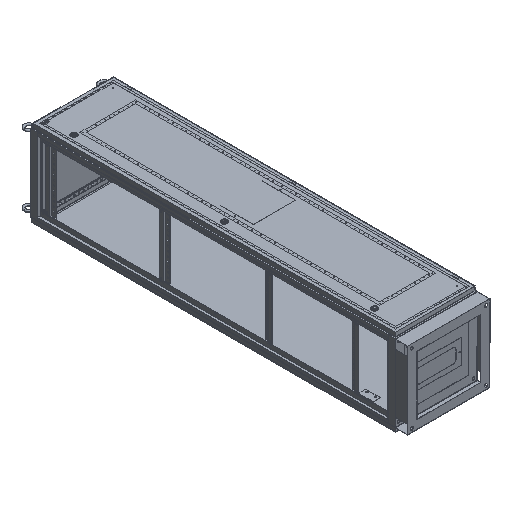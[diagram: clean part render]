
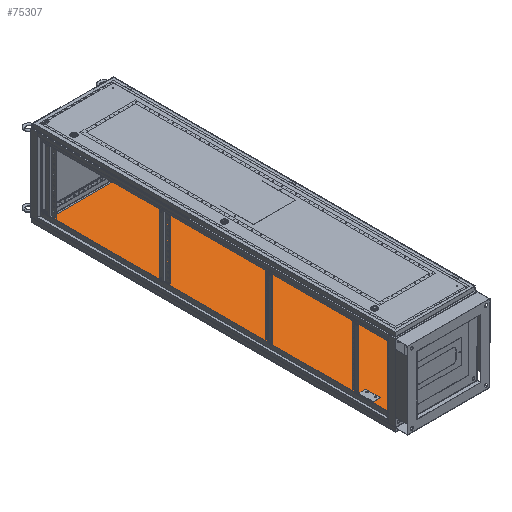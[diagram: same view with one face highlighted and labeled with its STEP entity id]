
A CAD part, isometric view. The second image highlights one B-rep face of the part: STEP entity #75307.
In plain terms, the highlighted face is planar.
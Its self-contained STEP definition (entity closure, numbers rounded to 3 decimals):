
#178 = VERTEX_POINT ( 'NONE', #501 ) ;
#501 = CARTESIAN_POINT ( 'NONE',  ( -191., 966., -1.5 ) ) ;
#532 = CARTESIAN_POINT ( 'NONE',  ( -191., 0., -1.5 ) ) ;
#753 = VECTOR ( 'NONE', #53615, 1000. ) ;
#1340 = ORIENTED_EDGE ( 'NONE', *, *, #32461, .T. ) ;
#2519 = EDGE_CURVE ( 'NONE', #68953, #42228, #71433, .T. ) ;
#2557 = VECTOR ( 'NONE', #54324, 1000. ) ;
#2743 = CARTESIAN_POINT ( 'NONE',  ( -191., -966., -1.5 ) ) ;
#2797 = ORIENTED_EDGE ( 'NONE', *, *, #35234, .F. ) ;
#3104 = VERTEX_POINT ( 'NONE', #7903 ) ;
#3875 = LINE ( 'NONE', #44510, #36376 ) ;
#7903 = CARTESIAN_POINT ( 'NONE',  ( -0.5, -898., -1.5 ) ) ;
#8400 = VECTOR ( 'NONE', #38464, 1000. ) ;
#11980 = CARTESIAN_POINT ( 'NONE',  ( -191., 483., -1.5 ) ) ;
#12246 = EDGE_CURVE ( 'NONE', #72945, #178, #45030, .T. ) ;
#14221 = CARTESIAN_POINT ( 'NONE',  ( -0.5, -958., -1.5 ) ) ;
#16236 = CARTESIAN_POINT ( 'NONE',  ( 0., -966., -1.5 ) ) ;
#16269 = EDGE_CURVE ( 'NONE', #57689, #3104, #3875, .T. ) ;
#16970 = LINE ( 'NONE', #47513, #753 ) ;
#17650 = EDGE_CURVE ( 'NONE', #56711, #72945, #55163, .T. ) ;
#18553 = LINE ( 'NONE', #78723, #52873 ) ;
#19164 = EDGE_CURVE ( 'NONE', #178, #68953, #33142, .T. ) ;
#20781 = PLANE ( 'NONE',  #28135 ) ;
#21691 = EDGE_CURVE ( 'NONE', #42228, #56711, #41392, .T. ) ;
#23159 = VERTEX_POINT ( 'NONE', #14221 ) ;
#23770 = CARTESIAN_POINT ( 'NONE',  ( 0.5, -898., -1.5 ) ) ;
#25186 = VECTOR ( 'NONE', #34680, 1000. ) ;
#26228 = CARTESIAN_POINT ( 'NONE',  ( 191., 966., -1.5 ) ) ;
#26456 = CARTESIAN_POINT ( 'NONE',  ( 191., 0., -1.5 ) ) ;
#26872 = VECTOR ( 'NONE', #54657, 1000. ) ;
#27915 = VERTEX_POINT ( 'NONE', #78093 ) ;
#28135 = AXIS2_PLACEMENT_3D ( 'NONE', #69595, #33086, #75700 ) ;
#29060 = ORIENTED_EDGE ( 'NONE', *, *, #12246, .T. ) ;
#32461 = EDGE_CURVE ( 'NONE', #3104, #23159, #62369, .T. ) ;
#33086 = DIRECTION ( 'NONE',  ( 0., 0., 1. ) ) ;
#33142 = LINE ( 'NONE', #60728, #2557 ) ;
#33780 = DIRECTION ( 'NONE',  ( 0., -1., 0. ) ) ;
#33839 = FACE_OUTER_BOUND ( 'NONE', #71782, .T. ) ;
#34680 = DIRECTION ( 'NONE',  ( -1., 0., 0. ) ) ;
#35234 = EDGE_CURVE ( 'NONE', #27915, #23159, #16970, .T. ) ;
#36086 = DIRECTION ( 'NONE',  ( 0., -1., 0. ) ) ;
#36376 = VECTOR ( 'NONE', #62600, 1000. ) ;
#37845 = EDGE_CURVE ( 'NONE', #57689, #27915, #18553, .T. ) ;
#38054 = CARTESIAN_POINT ( 'NONE',  ( -191., -483., -1.5 ) ) ;
#38464 = DIRECTION ( 'NONE',  ( 0., -1., 0. ) ) ;
#41392 = LINE ( 'NONE', #16236, #25186 ) ;
#42228 = VERTEX_POINT ( 'NONE', #76993 ) ;
#43641 = ORIENTED_EDGE ( 'NONE', *, *, #16269, .T. ) ;
#44189 = DIRECTION ( 'NONE',  ( 0., 1., 0. ) ) ;
#44510 = CARTESIAN_POINT ( 'NONE',  ( 0.5, -898., -1.5 ) ) ;
#45030 = LINE ( 'NONE', #11980, #26872 ) ;
#47513 = CARTESIAN_POINT ( 'NONE',  ( 0.5, -958., -1.5 ) ) ;
#52873 = VECTOR ( 'NONE', #36086, 1000. ) ;
#53615 = DIRECTION ( 'NONE',  ( -1., 0., 0. ) ) ;
#54324 = DIRECTION ( 'NONE',  ( 1., 0., 0. ) ) ;
#54657 = DIRECTION ( 'NONE',  ( 0., 1., 0. ) ) ;
#54848 = ORIENTED_EDGE ( 'NONE', *, *, #2519, .T. ) ;
#55163 = LINE ( 'NONE', #38054, #71419 ) ;
#55958 = EDGE_LOOP ( 'NONE', ( #61465, #43641, #1340, #2797 ) ) ;
#56711 = VERTEX_POINT ( 'NONE', #2743 ) ;
#57689 = VERTEX_POINT ( 'NONE', #23770 ) ;
#60728 = CARTESIAN_POINT ( 'NONE',  ( 0., 966., -1.5 ) ) ;
#61465 = ORIENTED_EDGE ( 'NONE', *, *, #37845, .F. ) ;
#62034 = ORIENTED_EDGE ( 'NONE', *, *, #17650, .T. ) ;
#62369 = LINE ( 'NONE', #64114, #76671 ) ;
#62600 = DIRECTION ( 'NONE',  ( -1., 0., 0. ) ) ;
#63902 = ORIENTED_EDGE ( 'NONE', *, *, #19164, .T. ) ;
#64114 = CARTESIAN_POINT ( 'NONE',  ( -0.5, -958., -1.5 ) ) ;
#66235 = FACE_BOUND ( 'NONE', #55958, .T. ) ;
#68953 = VERTEX_POINT ( 'NONE', #26228 ) ;
#69595 = CARTESIAN_POINT ( 'NONE',  ( 0., 0., -1.5 ) ) ;
#71419 = VECTOR ( 'NONE', #44189, 1000. ) ;
#71433 = LINE ( 'NONE', #26456, #8400 ) ;
#71782 = EDGE_LOOP ( 'NONE', ( #62034, #29060, #63902, #54848, #75902 ) ) ;
#72945 = VERTEX_POINT ( 'NONE', #532 ) ;
#75307 = ADVANCED_FACE ( 'NONE', ( #33839, #66235 ), #20781, .F. ) ;
#75700 = DIRECTION ( 'NONE',  ( 1., 0., 0. ) ) ;
#75902 = ORIENTED_EDGE ( 'NONE', *, *, #21691, .T. ) ;
#76671 = VECTOR ( 'NONE', #33780, 1000. ) ;
#76993 = CARTESIAN_POINT ( 'NONE',  ( 191., -966., -1.5 ) ) ;
#78093 = CARTESIAN_POINT ( 'NONE',  ( 0.5, -958., -1.5 ) ) ;
#78723 = CARTESIAN_POINT ( 'NONE',  ( 0.5, -958., -1.5 ) ) ;
